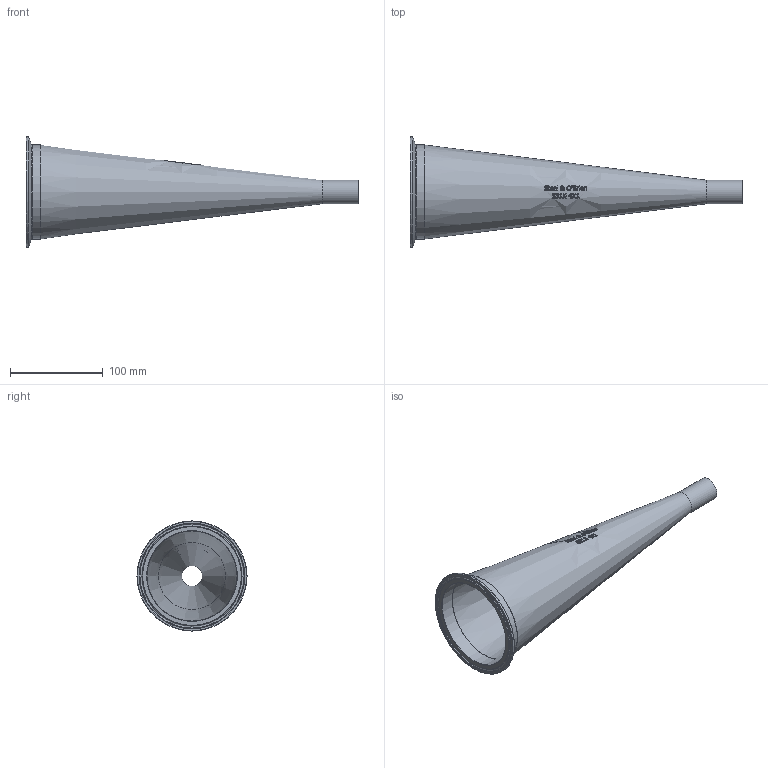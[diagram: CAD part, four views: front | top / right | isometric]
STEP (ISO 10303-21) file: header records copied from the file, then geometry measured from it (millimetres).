
FILE_DESCRIPTION(/* description */ (''),/* implementation_level */ '2;1');
FILE_NAME(/* name */ 'S31K-4X1.stp',/* time_stamp */ '2018-12-03T10:18:10-05:00',/* author */ ('rick'),/* organization */ (''),/* preprocessor_version */ 'ST-DEVELOPER v15.2',/* originating_system */ 'Autodesk Inventor 2014',/* authorisation */ '');
FILE_SCHEMA (('AUTOMOTIVE_DESIGN { 1 0 10303 214 3 1 1 }'));
Length unit declared in the file: inch
Products named in the file (1): S31K-4X1
Bounding box: 358.77 x 118.92 x 118.92 mm (x, y, z)
Volume: 131406.3 mm3; surface area: 141469.1 mm2
Topology: 1 solids, 1 shells, 366 faces, 977 edges, 647 vertices
Faces by surface type: plane 159, bspline 156, cone 37, torus 9, cylinder 5
Full cylindrical faces by diameter (mm): 22.098 x1, 25.4 x1, 97.384 x1, 101.6 x1, 118.923 x1
Entity records: 14103 total; most frequent: CARTESIAN_POINT 5912, ORIENTED_EDGE 1910, DIRECTION 1244, EDGE_CURVE 955, VERTEX_POINT 645, LINE 440, VECTOR 440, EDGE_LOOP 422
